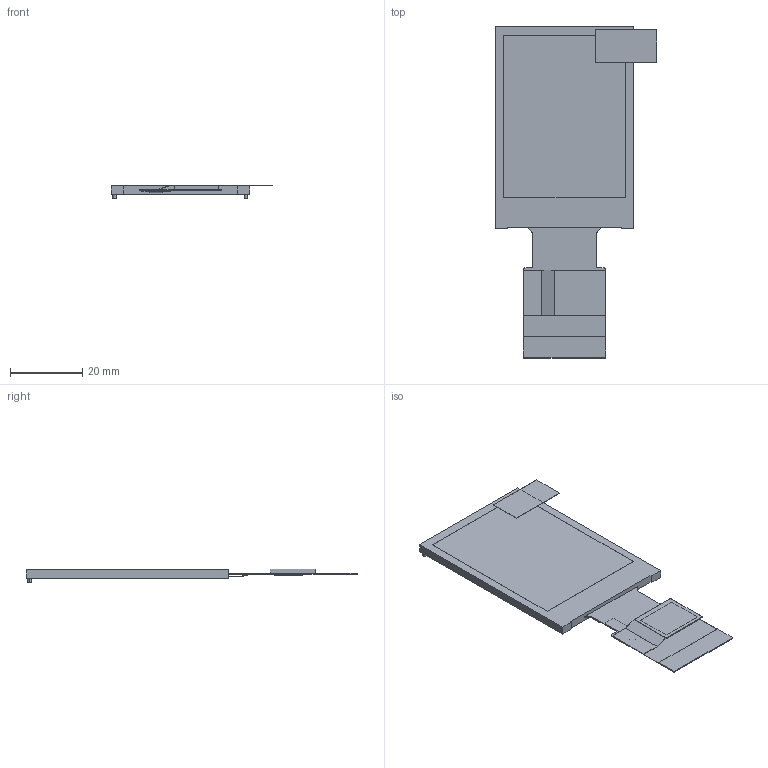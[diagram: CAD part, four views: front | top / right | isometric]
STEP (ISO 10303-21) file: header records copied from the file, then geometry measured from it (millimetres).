
FILE_DESCRIPTION((''),'2;1');
FILE_NAME('DLC0220BAM04DB-R-1_','2017-10-12T',('xue_liu'),(''),'CREO PARAMETRIC BY PTC INC, 2015480','CREO PARAMETRIC BY PTC INC, 2015480','');
FILE_SCHEMA(('CONFIG_CONTROL_DESIGN'));
Length unit declared in the file: millimetre
Products named in the file (1): DLC0220BAM04DB-R-1_
Bounding box: 44.93 x 92.16 x 3.85 mm (x, y, z)
Volume: 5449.6 mm3; surface area: 6860.7 mm2
Topology: 1 solids, 1 shells, 80 faces, 221 edges, 146 vertices
Faces by surface type: plane 66, cylinder 14
Entity records: 2567 total; most frequent: CARTESIAN_POINT 447, ORIENTED_EDGE 442, DIRECTION 409, EDGE_CURVE 221, VECTOR 193, LINE 193, VERTEX_POINT 146, AXIS2_PLACEMENT_3D 108
